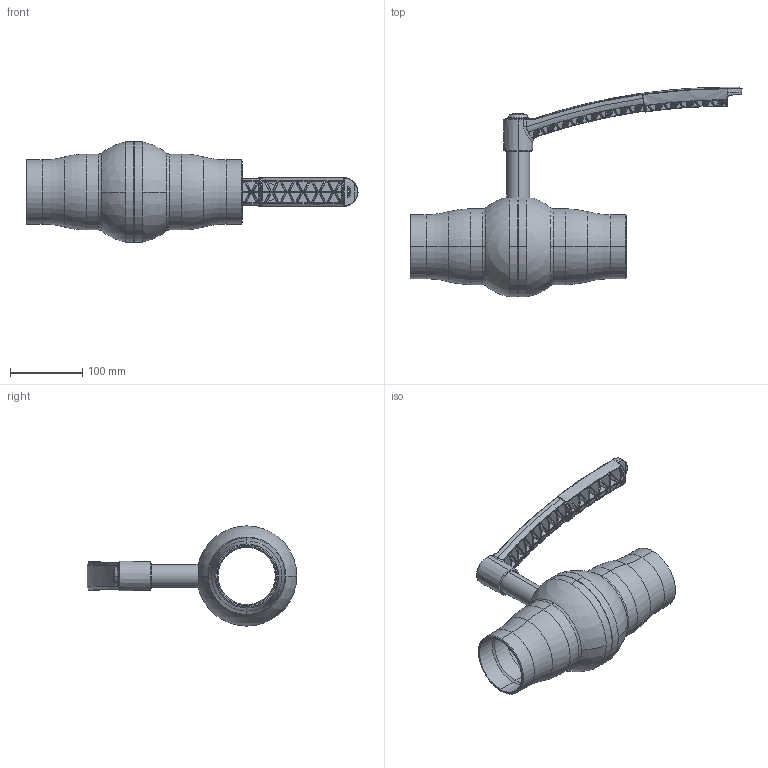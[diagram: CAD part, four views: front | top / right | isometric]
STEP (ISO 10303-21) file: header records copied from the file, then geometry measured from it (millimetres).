
FILE_DESCRIPTION (( 'STEP AP214' ), '1' );
FILE_NAME ('8600225080 010.step', '2025-05-29T08:15:29', ( '' ), ( '' ), 'SwSTEP 2.0', 'SolidWorks 2023', '' );
FILE_SCHEMA (( 'AUTOMOTIVE_DESIGN' ));
Length unit declared in the file: millimetre
Products named in the file (1): 8600225080 010
Bounding box: 460.9 x 290.98 x 139 mm (x, y, z)
Surface area: 229697.1 mm2 (no closed solid volume)
Topology: 0 solids, 15 shells, 812 faces, 3170 edges, 2252 vertices
Faces by surface type: bspline 407, plane 203, cylinder 104, cone 64, torus 29, sphere 5
Entity records: 70625 total; most frequent: CARTESIAN_POINT 51120, ORIENTED_EDGE 4345, EDGE_CURVE 3135, DIRECTION 2328, VERTEX_POINT 2252, B_SPLINE_CURVE_WITH_KNOTS 1885, AXIS2_PLACEMENT_3D 884, EDGE_LOOP 884
